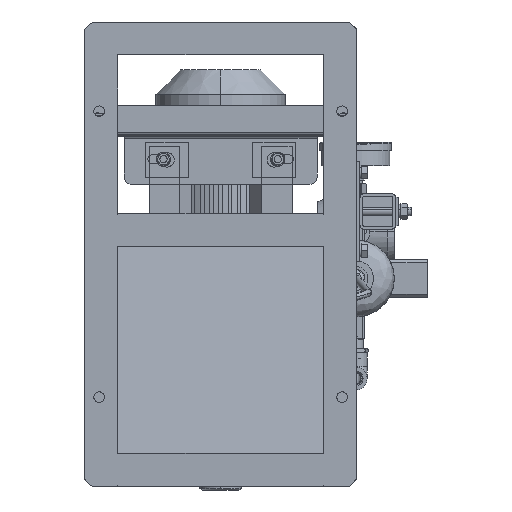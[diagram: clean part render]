
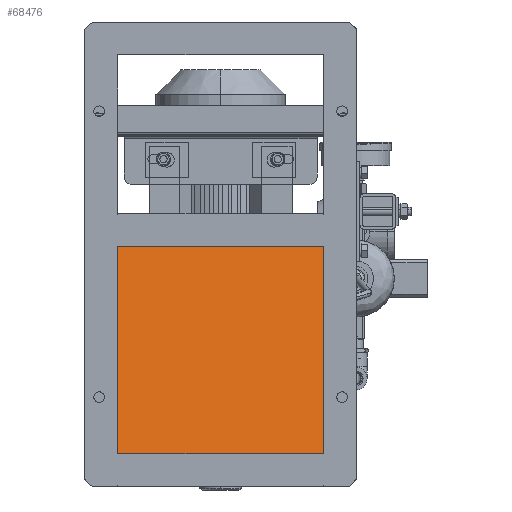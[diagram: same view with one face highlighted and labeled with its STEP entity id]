
A CAD part, front view. The second image highlights one B-rep face of the part: STEP entity #68476.
In plain terms, the highlighted planar face has unit normal (0, -0.985, 0.17).
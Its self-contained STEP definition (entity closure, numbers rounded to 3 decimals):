
#2793 = VECTOR ( 'NONE', #98746, 1000. ) ;
#9493 = CARTESIAN_POINT ( 'NONE',  ( -144., -252.985, -78.657 ) ) ;
#22743 = DIRECTION ( 'NONE',  ( 0., -0.17, -0.985 ) ) ;
#23529 = VECTOR ( 'NONE', #41506, 1000. ) ;
#25431 = EDGE_CURVE ( 'NONE', #75472, #97967, #27096, .T. ) ;
#27096 = LINE ( 'NONE', #39448, #28320 ) ;
#28320 = VECTOR ( 'NONE', #71550, 1000. ) ;
#37496 = CARTESIAN_POINT ( 'NONE',  ( -144., -202.985, 211. ) ) ;
#38872 = VECTOR ( 'NONE', #22743, 1000. ) ;
#39203 = CARTESIAN_POINT ( 'NONE',  ( 144., -252.985, -78.657 ) ) ;
#39448 = CARTESIAN_POINT ( 'NONE',  ( 144., -252.985, -78.657 ) ) ;
#41506 = DIRECTION ( 'NONE',  ( 0., -0.17, -0.985 ) ) ;
#45938 = PLANE ( 'NONE',  #74911 ) ;
#48639 = EDGE_LOOP ( 'NONE', ( #64159, #61594, #89641, #82203 ) ) ;
#53259 = FACE_OUTER_BOUND ( 'NONE', #48639, .T. ) ;
#54207 = CARTESIAN_POINT ( 'NONE',  ( 144., -252.985, -78.657 ) ) ;
#54743 = CARTESIAN_POINT ( 'NONE',  ( 144., -252.985, -78.657 ) ) ;
#59536 = LINE ( 'NONE', #9493, #23529 ) ;
#60469 = VERTEX_POINT ( 'NONE', #37496 ) ;
#61594 = ORIENTED_EDGE ( 'NONE', *, *, #86880, .T. ) ;
#64159 = ORIENTED_EDGE ( 'NONE', *, *, #82069, .T. ) ;
#65923 = LINE ( 'NONE', #67426, #2793 ) ;
#67426 = CARTESIAN_POINT ( 'NONE',  ( 144., -202.985, 211. ) ) ;
#68476 = ADVANCED_FACE ( 'NONE', ( #53259 ), #45938, .F. ) ;
#71550 = DIRECTION ( 'NONE',  ( -1., 0., 0. ) ) ;
#74911 = AXIS2_PLACEMENT_3D ( 'NONE', #54207, #94962, #86645 ) ;
#75472 = VERTEX_POINT ( 'NONE', #39203 ) ;
#80109 = VERTEX_POINT ( 'NONE', #96313 ) ;
#82069 = EDGE_CURVE ( 'NONE', #80109, #60469, #65923, .T. ) ;
#82203 = ORIENTED_EDGE ( 'NONE', *, *, #87270, .F. ) ;
#86645 = DIRECTION ( 'NONE',  ( 0., 0.17, 0.985 ) ) ;
#86880 = EDGE_CURVE ( 'NONE', #60469, #97967, #59536, .T. ) ;
#87270 = EDGE_CURVE ( 'NONE', #80109, #75472, #105799, .T. ) ;
#88883 = CARTESIAN_POINT ( 'NONE',  ( -144., -252.985, -78.657 ) ) ;
#89641 = ORIENTED_EDGE ( 'NONE', *, *, #25431, .F. ) ;
#94962 = DIRECTION ( 'NONE',  ( 0., 0.985, -0.17 ) ) ;
#96313 = CARTESIAN_POINT ( 'NONE',  ( 144., -202.985, 211. ) ) ;
#97967 = VERTEX_POINT ( 'NONE', #88883 ) ;
#98746 = DIRECTION ( 'NONE',  ( -1., 0., 0. ) ) ;
#105799 = LINE ( 'NONE', #54743, #38872 ) ;
